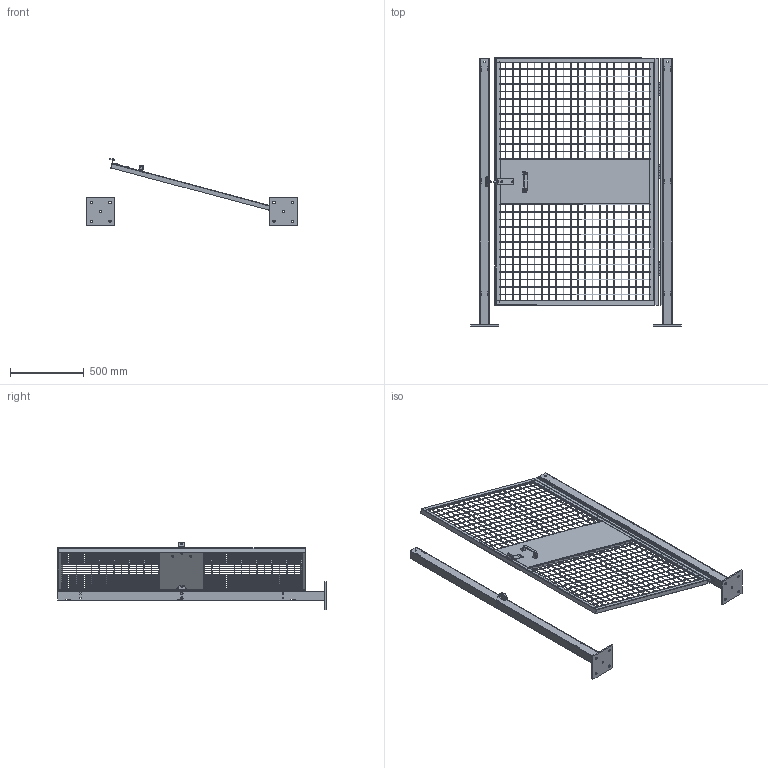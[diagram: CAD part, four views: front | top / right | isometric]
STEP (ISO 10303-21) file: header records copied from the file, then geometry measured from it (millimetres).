
FILE_DESCRIPTION (( 'STEP AP214' ), '1' );
FILE_NAME ('XGC220466-094.STEP', '2024-02-21T18:26:05', ( '' ), ( '' ), 'SwSTEP 2.0', 'SolidWorks 2023', '' );
FILE_SCHEMA (( 'AUTOMOTIVE_DESIGN' ));
Length unit declared in the file: inch
Products named in the file (1): XGC220466-094
Bounding box: 1428.75 x 1816.1 x 459.11 mm (x, y, z)
Volume: 4718820.7 mm3; surface area: 4865632 mm2
Topology: 49 solids, 49 shells, 1585 faces, 5615 edges, 3633 vertices
Faces by surface type: plane 926, cylinder 420, cone 163, bspline 76
Full cylindrical faces by diameter (mm): 3.3 x2, 4.017 x2, 4.064 x44, 4.166 x28, 4.318 x2, 4.655 x4, 4.687 x1, 5.969 x2, 6 x1, 6.093 x5, 6.337 x3, 6.35 x5, 6.403 x4, 7 x2, 7.01 x1, 8.069 x5, 9.144 x6, 12.7 x2, 15.081 x4, 15.875 x10, 17.462 x5
Entity records: 65034 total; most frequent: CARTESIAN_POINT 23140, ORIENTED_EDGE 8318, DIRECTION 7326, EDGE_CURVE 4159, EDGE_LOOP 3214, VERTEX_POINT 3005, AXIS2_PLACEMENT_3D 2627, LINE 2072
